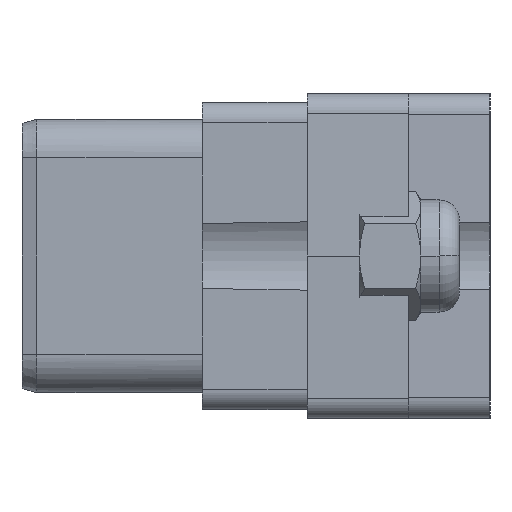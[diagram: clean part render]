
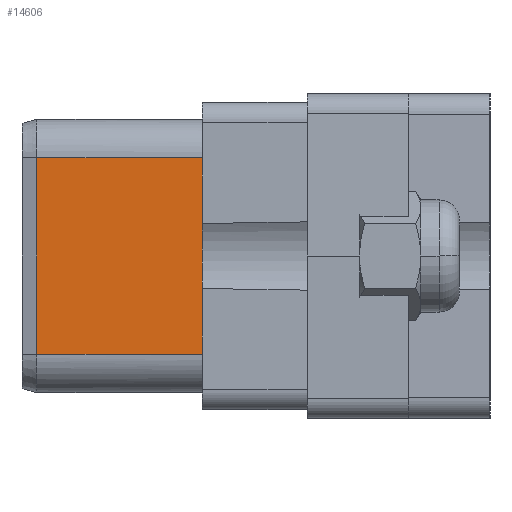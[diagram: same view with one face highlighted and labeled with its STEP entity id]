
A CAD part, left-side view. The second image highlights one B-rep face of the part: STEP entity #14606.
In plain terms, the highlighted planar face has unit normal (-1, 0.011, 0).
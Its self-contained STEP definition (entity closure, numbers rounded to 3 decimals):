
#144=DIRECTION('',(0.,0.,1.));
#145=VECTOR('',#144,9.65);
#146=CARTESIAN_POINT('',(-20.915,-0.195,-4.825));
#147=LINE('',#146,#145);
#3485=CARTESIAN_POINT('',(-20.823,7.927,-4.825));
#3487=DIRECTION('',(0.011,1.,0.));
#3488=VECTOR('',#3487,8.123);
#3489=CARTESIAN_POINT('',(-20.915,-0.195,-4.825));
#3490=LINE('',#3489,#3488);
#3509=CARTESIAN_POINT('',(-20.915,-0.195,-4.825));
#3515=DIRECTION('',(0.,0.,1.));
#3516=VECTOR('',#3515,9.65);
#3517=CARTESIAN_POINT('',(-20.823,7.927,
-4.825));
#3518=LINE('',#3517,#3516);
#3561=CARTESIAN_POINT('',(-20.915,-0.195,4.825));
#3563=DIRECTION('',(0.011,1.,0.));
#3564=VECTOR('',#3563,8.123);
#3565=CARTESIAN_POINT('',(-20.915,-0.195,4.825));
#3566=LINE('',#3565,#3564);
#9197=VERTEX_POINT('',#3509);
#9199=VERTEX_POINT('',#3561);
#10577=VERTEX_POINT('',#3485);
#10580=CARTESIAN_POINT('',(-20.823,7.927,
4.825));
#10581=VERTEX_POINT('',#10580);
#14594=CARTESIAN_POINT('',(-20.915,-0.195,6.705));
#14595=DIRECTION('',(1.,-0.011,0.));
#14596=DIRECTION('',(0.011,1.,0.));
#14597=AXIS2_PLACEMENT_3D('',#14594,#14595,#14596);
#14598=PLANE('',#14597);
#14599=ORIENTED_EDGE('',*,*,#14442,.T.);
#14601=ORIENTED_EDGE('',*,*,#14600,.F.);
#14602=ORIENTED_EDGE('',*,*,#11617,.F.);
#14603=ORIENTED_EDGE('',*,*,#14587,.T.);
#14604=EDGE_LOOP('',(#14599,#14601,#14602,#14603));
#14605=FACE_OUTER_BOUND('',#14604,.F.);
#14606=ADVANCED_FACE('',(#14605),#14598,.F.);
#11617=EDGE_CURVE('',#9197,#9199,#147,.T.);
#14442=EDGE_CURVE('',#10577,#10581,#3518,.T.);
#14587=EDGE_CURVE('',#9197,#10577,#3490,.T.);
#14600=EDGE_CURVE('',#9199,#10581,#3566,.T.);
